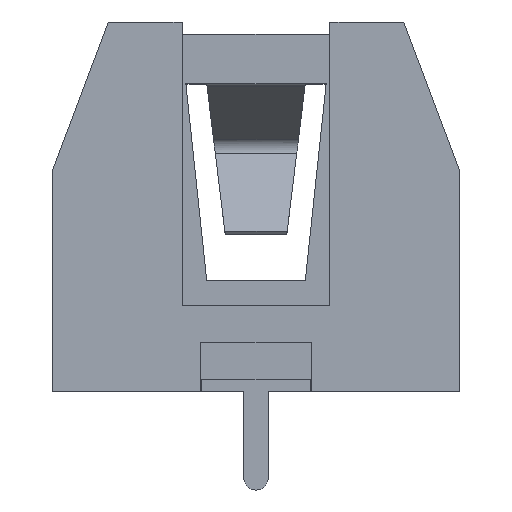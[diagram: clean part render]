
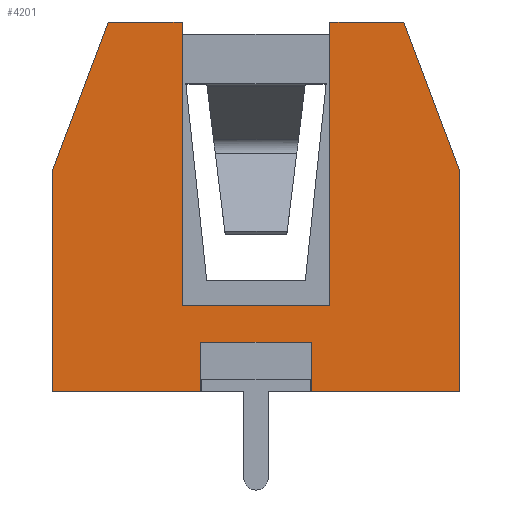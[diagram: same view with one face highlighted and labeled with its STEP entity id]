
A CAD part, left-side view. The second image highlights one B-rep face of the part: STEP entity #4201.
In plain terms, the highlighted planar face has unit normal (-1, 0, 0).
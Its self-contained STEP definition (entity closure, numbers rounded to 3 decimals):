
#195=CARTESIAN_POINT('',(-29.5,8.25,0.0));
#196=VERTEX_POINT('',#195);
#203=CARTESIAN_POINT('',(-29.5,8.25,9.));
#204=VERTEX_POINT('',#203);
#205=CARTESIAN_POINT('',(-29.5,8.25,9.));
#206=DIRECTION('',(0.0,0.0,-1.0));
#207=VECTOR('',#206,9.);
#208=LINE('',#205,#207);
#209=EDGE_CURVE('',#204,#196,#208,.T.);
#443=CARTESIAN_POINT('',(-29.5,-8.25,0.0));
#444=VERTEX_POINT('',#443);
#451=CARTESIAN_POINT('',(-29.5,-2.25,0.));
#452=VERTEX_POINT('',#451);
#453=CARTESIAN_POINT('',(-29.5,-2.25,0.0));
#454=DIRECTION('',(0.0,-1.0,0.0));
#455=VECTOR('',#454,6.);
#456=LINE('',#453,#455);
#457=EDGE_CURVE('',#452,#444,#456,.T.);
#475=CARTESIAN_POINT('',(-29.5,2.25,0.));
#476=VERTEX_POINT('',#475);
#483=CARTESIAN_POINT('',(-29.5,8.25,0.0));
#484=DIRECTION('',(0.0,-1.0,0.0));
#485=VECTOR('',#484,6.0);
#486=LINE('',#483,#485);
#487=EDGE_CURVE('',#196,#476,#486,.T.);
#3517=CARTESIAN_POINT('',(-29.5,2.25,2.));
#3518=VERTEX_POINT('',#3517);
#3525=CARTESIAN_POINT('',(-29.5,2.25,0.0));
#3526=DIRECTION('',(0.0,0.0,1.0));
#3527=VECTOR('',#3526,2.);
#3528=LINE('',#3525,#3527);
#3529=EDGE_CURVE('',#476,#3518,#3528,.T.);
#3540=CARTESIAN_POINT('',(-29.5,-2.25,2.));
#3541=VERTEX_POINT('',#3540);
#3542=CARTESIAN_POINT('',(-29.5,-2.25,2.));
#3543=DIRECTION('',(0.0,0.0,-1.0));
#3544=VECTOR('',#3543,2.);
#3545=LINE('',#3542,#3544);
#3546=EDGE_CURVE('',#3541,#452,#3545,.T.);
#3628=CARTESIAN_POINT('',(-29.5,3.,3.5));
#3629=VERTEX_POINT('',#3628);
#3636=CARTESIAN_POINT('',(-29.5,-3.,3.5));
#3637=VERTEX_POINT('',#3636);
#3638=CARTESIAN_POINT('',(-29.5,-3.,3.5));
#3639=DIRECTION('',(0.0,1.0,0.0));
#3640=VECTOR('',#3639,6.);
#3641=LINE('',#3638,#3640);
#3642=EDGE_CURVE('',#3637,#3629,#3641,.T.);
#3856=CARTESIAN_POINT('',(-29.5,3.,15.));
#3857=VERTEX_POINT('',#3856);
#3864=CARTESIAN_POINT('',(-29.5,3.,3.5));
#3865=DIRECTION('',(0.0,0.0,1.0));
#3866=VECTOR('',#3865,11.5);
#3867=LINE('',#3864,#3866);
#3868=EDGE_CURVE('',#3629,#3857,#3867,.T.);
#3881=CARTESIAN_POINT('',(-29.5,-3.,15.));
#3882=VERTEX_POINT('',#3881);
#3883=CARTESIAN_POINT('',(-29.5,-3.,15.));
#3884=DIRECTION('',(0.0,0.0,-1.0));
#3885=VECTOR('',#3884,11.5);
#3886=LINE('',#3883,#3885);
#3887=EDGE_CURVE('',#3882,#3637,#3886,.T.);
#3995=CARTESIAN_POINT('',(-29.5,2.25,2.));
#3996=DIRECTION('',(0.0,-1.0,0.0));
#3997=VECTOR('',#3996,4.5);
#3998=LINE('',#3995,#3997);
#3999=EDGE_CURVE('',#3518,#3541,#3998,.T.);
#4088=CARTESIAN_POINT('',(-29.5,-6.,15.));
#4089=VERTEX_POINT('',#4088);
#4090=CARTESIAN_POINT('',(-29.5,-6.,15.));
#4091=DIRECTION('',(0.0,1.0,0.0));
#4092=VECTOR('',#4091,3.);
#4093=LINE('',#4090,#4092);
#4094=EDGE_CURVE('',#4089,#3882,#4093,.T.);
#4111=CARTESIAN_POINT('',(-29.5,-8.25,9.0));
#4112=VERTEX_POINT('',#4111);
#4113=CARTESIAN_POINT('',(-29.5,-8.25,9.));
#4114=DIRECTION('',(0.0,0.351,0.936));
#4115=VECTOR('',#4114,6.408);
#4116=LINE('',#4113,#4115);
#4117=EDGE_CURVE('',#4112,#4089,#4116,.T.);
#4137=CARTESIAN_POINT('',(-29.5,6.0,15.));
#4138=VERTEX_POINT('',#4137);
#4145=CARTESIAN_POINT('',(-29.5,3.,15.));
#4146=DIRECTION('',(0.0,1.0,0.0));
#4147=VECTOR('',#4146,3.);
#4148=LINE('',#4145,#4147);
#4149=EDGE_CURVE('',#3857,#4138,#4148,.T.);
#4163=CARTESIAN_POINT('',(-29.5,6.,15.));
#4164=DIRECTION('',(0.0,0.351,-0.936));
#4165=VECTOR('',#4164,6.408);
#4166=LINE('',#4163,#4165);
#4167=EDGE_CURVE('',#4138,#204,#4166,.T.);
#4175=CARTESIAN_POINT('',(-29.5,0.,6.993));
#4176=DIRECTION('',(1.0,0.0,0.0));
#4177=DIRECTION('',(0.0,0.0,-1.0));
#4178=AXIS2_PLACEMENT_3D('',#4175,#4176,#4177);
#4179=PLANE('',#4178);
#4180=ORIENTED_EDGE('',*,*,#3868,.T.);
#4181=ORIENTED_EDGE('',*,*,#4149,.T.);
#4182=ORIENTED_EDGE('',*,*,#4167,.T.);
#4183=ORIENTED_EDGE('',*,*,#209,.T.);
#4184=ORIENTED_EDGE('',*,*,#487,.T.);
#4185=ORIENTED_EDGE('',*,*,#3529,.T.);
#4186=ORIENTED_EDGE('',*,*,#3999,.T.);
#4187=ORIENTED_EDGE('',*,*,#3546,.T.);
#4188=ORIENTED_EDGE('',*,*,#457,.T.);
#4189=CARTESIAN_POINT('',(-29.5,-8.25,0.0));
#4190=DIRECTION('',(0.0,0.0,1.0));
#4191=VECTOR('',#4190,9.0);
#4192=LINE('',#4189,#4191);
#4193=EDGE_CURVE('',#444,#4112,#4192,.T.);
#4194=ORIENTED_EDGE('',*,*,#4193,.T.);
#4195=ORIENTED_EDGE('',*,*,#4117,.T.);
#4196=ORIENTED_EDGE('',*,*,#4094,.T.);
#4197=ORIENTED_EDGE('',*,*,#3887,.T.);
#4198=ORIENTED_EDGE('',*,*,#3642,.T.);
#4199=EDGE_LOOP('',(#4180,#4181,#4182,#4183,#4184,#4185,#4186,#4187,#4188,#4194,#4195,#4196,#4197,#4198));
#4200=FACE_OUTER_BOUND('',#4199,.T.);
#4201=ADVANCED_FACE('',(#4200),#4179,.F.);
